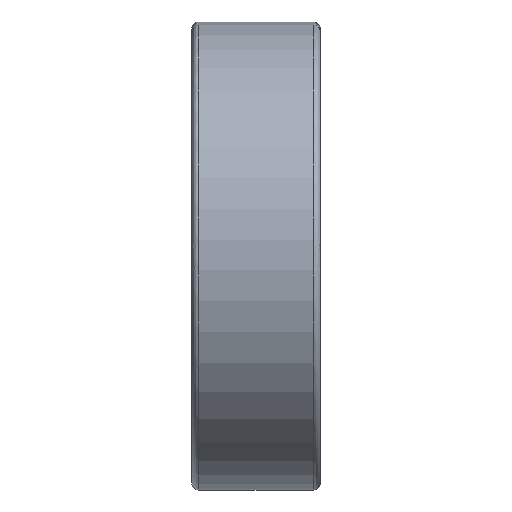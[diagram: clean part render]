
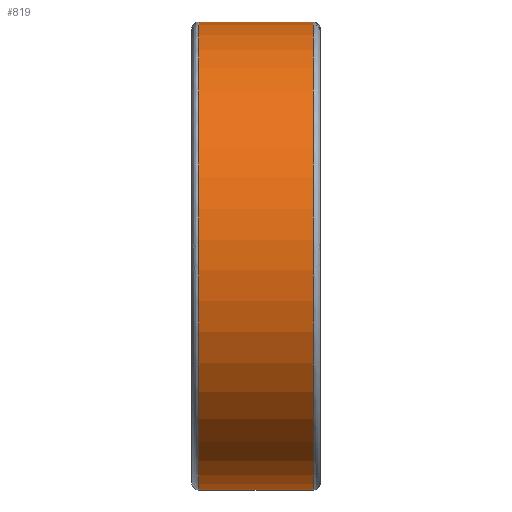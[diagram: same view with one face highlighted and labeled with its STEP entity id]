
A CAD part, left-side view. The second image highlights one B-rep face of the part: STEP entity #819.
In plain terms, the highlighted free-form (B-spline) face has degree [2, 1] with [5, 2] control points.
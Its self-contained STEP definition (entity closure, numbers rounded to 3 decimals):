
#170 = VERTEX_POINT('',#171);
#171 = CARTESIAN_POINT('',(0.,14.957,
    28.88));
#178 = VERTEX_POINT('',#179);
#179 = CARTESIAN_POINT('',(0.,14.957,-28.88));
#213 = EDGE_CURVE('',#170,#214,#216,.T.);
#214 = VERTEX_POINT('',#215);
#215 = CARTESIAN_POINT('',(0.,0.88,
    28.88));
#216 = B_SPLINE_CURVE_WITH_KNOTS('',1,(#217,#218),.UNSPECIFIED.,.F.,.F.,
  (2,2),(-16.056,-0.944),.PIECEWISE_BEZIER_KNOTS.);
#217 = CARTESIAN_POINT('',(0.,14.957,
    28.88));
#218 = CARTESIAN_POINT('',(0.,0.88,
    28.88));
#221 = VERTEX_POINT('',#222);
#222 = CARTESIAN_POINT('',(0.,0.88,-28.88));
#230 = EDGE_CURVE('',#178,#221,#231,.T.);
#231 = B_SPLINE_CURVE_WITH_KNOTS('',1,(#232,#233),.UNSPECIFIED.,.F.,.F.,
  (2,2),(-16.056,-0.944),.PIECEWISE_BEZIER_KNOTS.);
#232 = CARTESIAN_POINT('',(0.,14.957,-28.88));
#233 = CARTESIAN_POINT('',(0.,0.88,-28.88));
#794 = EDGE_CURVE('',#214,#221,#795,.T.);
#795 = ( BOUNDED_CURVE() B_SPLINE_CURVE(2,(#796,#797,#798,#799,#800),
.UNSPECIFIED.,.F.,.F.) B_SPLINE_CURVE_WITH_KNOTS((3,2,3),(3.142,
4.712,6.283),.PIECEWISE_BEZIER_KNOTS.) CURVE() 
GEOMETRIC_REPRESENTATION_ITEM() RATIONAL_B_SPLINE_CURVE((1.,
0.707,1.,0.707,1.)) REPRESENTATION_ITEM('') );
#796 = CARTESIAN_POINT('',(0.,0.88,
    28.88));
#797 = CARTESIAN_POINT('',(-28.88,0.88,
    28.88));
#798 = CARTESIAN_POINT('',(-28.88,0.88,
    0.));
#799 = CARTESIAN_POINT('',(-28.88,0.88,
    -28.88));
#800 = CARTESIAN_POINT('',(0.,0.88,
    -28.88));
#819 = ADVANCED_FACE('',(#820),#833,.T.);
#820 = FACE_BOUND('',#821,.T.);
#821 = EDGE_LOOP('',(#822,#823,#831,#832));
#822 = ORIENTED_EDGE('',*,*,#213,.F.);
#823 = ORIENTED_EDGE('',*,*,#824,.T.);
#824 = EDGE_CURVE('',#170,#178,#825,.T.);
#825 = ( BOUNDED_CURVE() B_SPLINE_CURVE(2,(#826,#827,#828,#829,#830),
.UNSPECIFIED.,.F.,.F.) B_SPLINE_CURVE_WITH_KNOTS((3,2,3),(3.142,
4.712,6.283),.PIECEWISE_BEZIER_KNOTS.) CURVE() 
GEOMETRIC_REPRESENTATION_ITEM() RATIONAL_B_SPLINE_CURVE((1.,
0.707,1.,0.707,1.)) REPRESENTATION_ITEM('') );
#826 = CARTESIAN_POINT('',(0.,14.957,
    28.88));
#827 = CARTESIAN_POINT('',(-28.88,14.957,
    28.88));
#828 = CARTESIAN_POINT('',(-28.88,14.957,
    0.));
#829 = CARTESIAN_POINT('',(-28.88,14.957,
    -28.88));
#830 = CARTESIAN_POINT('',(0.,14.957,
    -28.88));
#831 = ORIENTED_EDGE('',*,*,#230,.T.);
#832 = ORIENTED_EDGE('',*,*,#794,.F.);
#833 = ( BOUNDED_SURFACE() B_SPLINE_SURFACE(2,1,(
    (#834,#835)
    ,(#836,#837)
    ,(#838,#839)
    ,(#840,#841)
,(#842,#843
    )),.UNSPECIFIED.,.F.,.F.,.F.) B_SPLINE_SURFACE_WITH_KNOTS((3,2,3),(2
    ,2),(3.142,4.712,6.283),(-16.056,
    -0.944),.PIECEWISE_BEZIER_KNOTS.) 
GEOMETRIC_REPRESENTATION_ITEM() RATIONAL_B_SPLINE_SURFACE((
    (1.,1.)
    ,(0.707,0.707)
    ,(1.,1.)
    ,(0.707,0.707)
,(1.,1.))) REPRESENTATION_ITEM('') SURFACE() );
#834 = CARTESIAN_POINT('',(0.,14.957,
    28.88));
#835 = CARTESIAN_POINT('',(0.,0.88,
    28.88));
#836 = CARTESIAN_POINT('',(-28.88,14.957,
    28.88));
#837 = CARTESIAN_POINT('',(-28.88,0.88,
    28.88));
#838 = CARTESIAN_POINT('',(-28.88,14.957,
    0.));
#839 = CARTESIAN_POINT('',(-28.88,0.88,
    0.));
#840 = CARTESIAN_POINT('',(-28.88,14.957,
    -28.88));
#841 = CARTESIAN_POINT('',(-28.88,0.88,
    -28.88));
#842 = CARTESIAN_POINT('',(0.,14.957,
    -28.88));
#843 = CARTESIAN_POINT('',(0.,0.88,
    -28.88));
